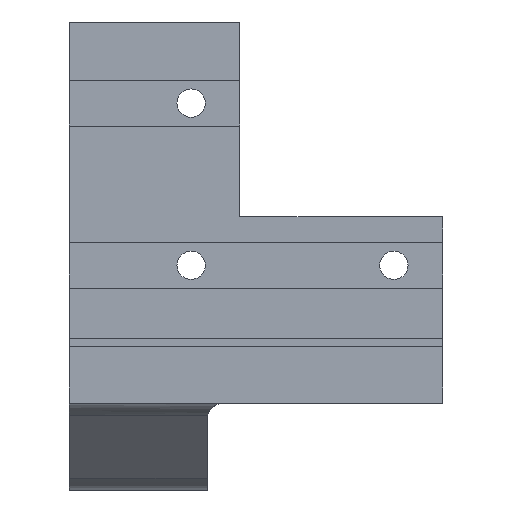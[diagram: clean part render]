
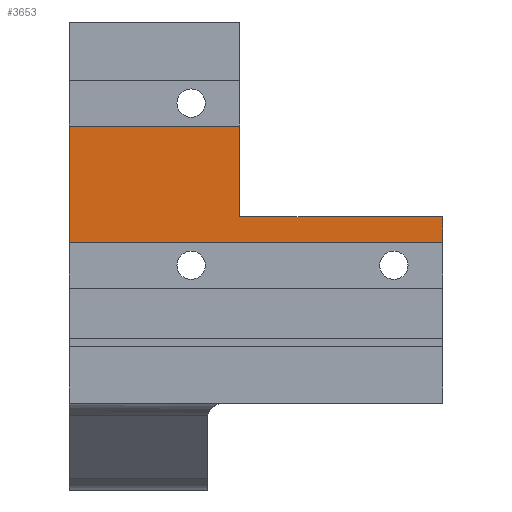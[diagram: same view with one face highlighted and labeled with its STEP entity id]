
A CAD part, left-side view. The second image highlights one B-rep face of the part: STEP entity #3653.
In plain terms, the highlighted planar face has unit normal (-1, 0, 0).
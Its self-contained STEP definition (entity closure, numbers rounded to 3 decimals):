
#35 = CARTESIAN_POINT ( 'NONE',  ( -7., 29., 42.2 ) ) ;
#70 = EDGE_CURVE ( 'NONE', #1441, #3575, #241, .T. ) ;
#102 = CARTESIAN_POINT ( 'NONE',  ( -7., 0., 44.875 ) ) ;
#116 = ORIENTED_EDGE ( 'NONE', *, *, #2744, .T. ) ;
#241 = LINE ( 'NONE', #2507, #2756 ) ;
#251 = DIRECTION ( 'NONE',  ( 1., 0., 0. ) ) ;
#317 = VERTEX_POINT ( 'NONE', #3628 ) ;
#340 = CARTESIAN_POINT ( 'NONE',  ( -7., 0., 33.7 ) ) ;
#392 = DIRECTION ( 'NONE',  ( 0., -1., 0. ) ) ;
#394 = CARTESIAN_POINT ( 'NONE',  ( -7., 50., 42.2 ) ) ;
#492 = LINE ( 'NONE', #863, #3260 ) ;
#520 = EDGE_LOOP ( 'NONE', ( #2253, #1618, #3235, #2544, #2953, #116 ) ) ;
#530 = CARTESIAN_POINT ( 'NONE',  ( -7., 50., 30.525 ) ) ;
#682 = CARTESIAN_POINT ( 'NONE',  ( -7., 50., 44.875 ) ) ;
#800 = VERTEX_POINT ( 'NONE', #682 ) ;
#838 = EDGE_CURVE ( 'NONE', #800, #2505, #3597, .T. ) ;
#863 = CARTESIAN_POINT ( 'NONE',  ( -7., 0., 30.525 ) ) ;
#1072 = VECTOR ( 'NONE', #392, 1000. ) ;
#1082 = CARTESIAN_POINT ( 'NONE',  ( -7., 4., 33.7 ) ) ;
#1355 = EDGE_CURVE ( 'NONE', #3575, #2712, #2653, .T. ) ;
#1441 = VERTEX_POINT ( 'NONE', #3460 ) ;
#1532 = VECTOR ( 'NONE', #2058, 1000. ) ;
#1618 = ORIENTED_EDGE ( 'NONE', *, *, #838, .T. ) ;
#1665 = EDGE_CURVE ( 'NONE', #800, #317, #1909, .T. ) ;
#1902 = VECTOR ( 'NONE', #3390, 1000. ) ;
#1909 = LINE ( 'NONE', #102, #1072 ) ;
#1946 = PLANE ( 'NONE',  #2780 ) ;
#1997 = DIRECTION ( 'NONE',  ( 0., -1., 0. ) ) ;
#2058 = DIRECTION ( 'NONE',  ( 0., 0., -1. ) ) ;
#2217 = EDGE_CURVE ( 'NONE', #2505, #1441, #492, .T. ) ;
#2253 = ORIENTED_EDGE ( 'NONE', *, *, #1665, .F. ) ;
#2323 = FACE_OUTER_BOUND ( 'NONE', #520, .T. ) ;
#2504 = DIRECTION ( 'NONE',  ( 0., 0., -1. ) ) ;
#2505 = VERTEX_POINT ( 'NONE', #530 ) ;
#2507 = CARTESIAN_POINT ( 'NONE',  ( -7., 4., 42.2 ) ) ;
#2544 = ORIENTED_EDGE ( 'NONE', *, *, #70, .T. ) ;
#2643 = LINE ( 'NONE', #35, #1902 ) ;
#2653 = LINE ( 'NONE', #340, #3356 ) ;
#2712 = VERTEX_POINT ( 'NONE', #3595 ) ;
#2744 = EDGE_CURVE ( 'NONE', #2712, #317, #2643, .T. ) ;
#2756 = VECTOR ( 'NONE', #3362, 1000. ) ;
#2780 = AXIS2_PLACEMENT_3D ( 'NONE', #3314, #251, #2504 ) ;
#2953 = ORIENTED_EDGE ( 'NONE', *, *, #1355, .T. ) ;
#3235 = ORIENTED_EDGE ( 'NONE', *, *, #2217, .T. ) ;
#3260 = VECTOR ( 'NONE', #1997, 1000. ) ;
#3314 = CARTESIAN_POINT ( 'NONE',  ( -7., 0., 42.2 ) ) ;
#3356 = VECTOR ( 'NONE', #3410, 1000. ) ;
#3362 = DIRECTION ( 'NONE',  ( 0., 0., 1. ) ) ;
#3390 = DIRECTION ( 'NONE',  ( 0., 0., 1. ) ) ;
#3410 = DIRECTION ( 'NONE',  ( 0., 1., 0. ) ) ;
#3460 = CARTESIAN_POINT ( 'NONE',  ( -7., 4., 30.525 ) ) ;
#3575 = VERTEX_POINT ( 'NONE', #1082 ) ;
#3595 = CARTESIAN_POINT ( 'NONE',  ( -7., 29., 33.7 ) ) ;
#3597 = LINE ( 'NONE', #394, #1532 ) ;
#3628 = CARTESIAN_POINT ( 'NONE',  ( -7., 29., 44.875 ) ) ;
#3653 = ADVANCED_FACE ( 'NONE', ( #2323 ), #1946, .F. ) ;
